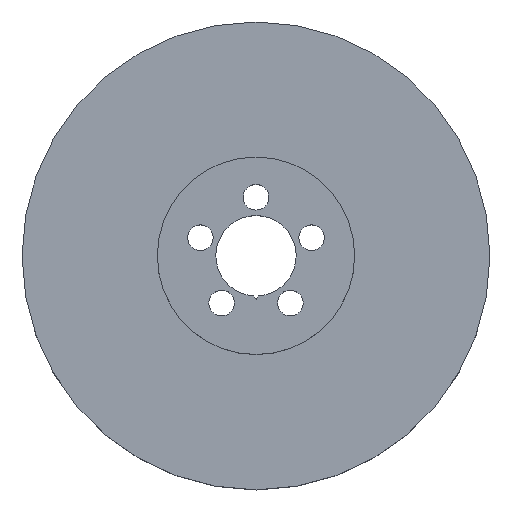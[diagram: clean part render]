
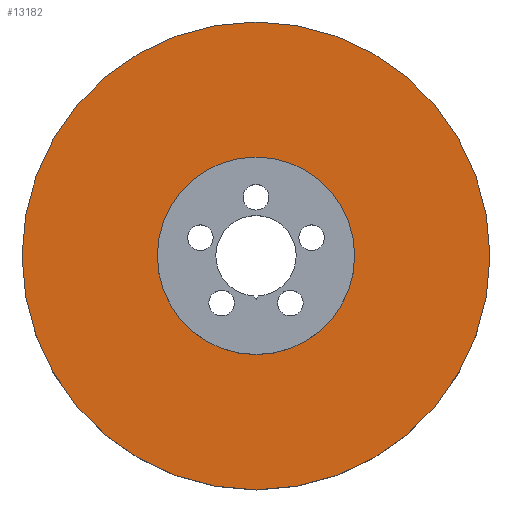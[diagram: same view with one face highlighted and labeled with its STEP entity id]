
A CAD part, top view. The second image highlights one B-rep face of the part: STEP entity #13182.
In plain terms, the highlighted planar face has unit normal (0, 0, 1).
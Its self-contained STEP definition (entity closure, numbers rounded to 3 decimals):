
#2732=FACE_BOUND('',#3675,.T.);
#2749=PLANE('',#14409);
#2959=FACE_OUTER_BOUND('',#3674,.T.);
#3674=EDGE_LOOP('',(#9648));
#3675=EDGE_LOOP('',(#9649));
#4400=CIRCLE('',#13909,13.5);
#4897=CIRCLE('',#14408,32.);
#5414=VERTEX_POINT('',#20369);
#6109=VERTEX_POINT('',#21762);
#6828=EDGE_CURVE('',#5414,#5414,#4400,.T.);
#7523=EDGE_CURVE('',#6109,#6109,#4897,.T.);
#9648=ORIENTED_EDGE('',*,*,#7523,.T.);
#9649=ORIENTED_EDGE('',*,*,#6828,.T.);
#13182=ADVANCED_FACE('',(#2959,#2732),#2749,.T.);
#13909=AXIS2_PLACEMENT_3D('',#20371,#15640,#15641);
#14408=AXIS2_PLACEMENT_3D('',#21763,#16836,#16837);
#14409=AXIS2_PLACEMENT_3D('',#21765,#16839,#16840);
#15640=DIRECTION('center_axis',(0.,0.,-1.));
#15641=DIRECTION('ref_axis',(-1.,0.,0.));
#16836=DIRECTION('center_axis',(0.,0.,1.));
#16837=DIRECTION('ref_axis',(-1.,0.,0.));
#16839=DIRECTION('center_axis',(0.,0.,1.));
#16840=DIRECTION('ref_axis',(-1.,0.,0.));
#20369=CARTESIAN_POINT('',(13.5,0.,-62.523));
#20371=CARTESIAN_POINT('Origin',(0.,0.,-62.523));
#21762=CARTESIAN_POINT('',(32.,0.,-62.523));
#21763=CARTESIAN_POINT('Origin',(0.,0.,-62.523));
#21765=CARTESIAN_POINT('Origin',(0.,0.,-62.523));
